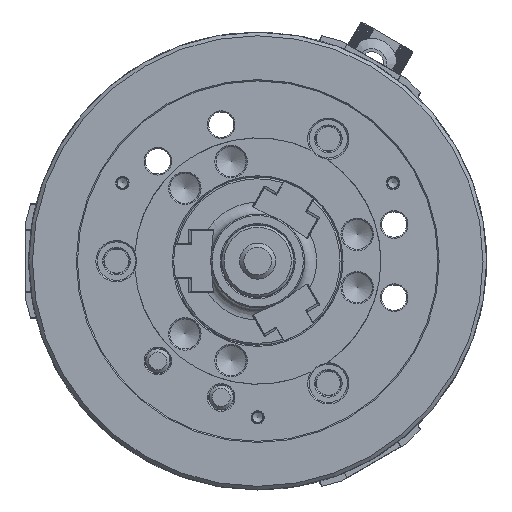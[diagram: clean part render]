
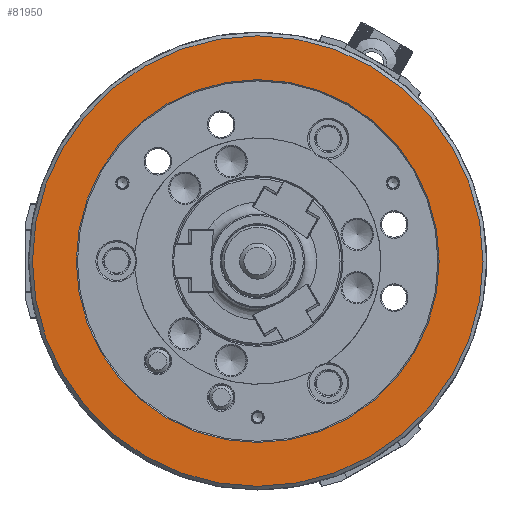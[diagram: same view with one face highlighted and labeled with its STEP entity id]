
A CAD part, left-side view. The second image highlights one B-rep face of the part: STEP entity #81950.
In plain terms, the highlighted planar face has unit normal (-1, 0, 0).
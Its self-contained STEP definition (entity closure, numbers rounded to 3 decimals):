
#1354=CIRCLE('',#85542,187.5);
#1355=CIRCLE('',#85544,151.);
#3035=ORIENTED_EDGE('',*,*,#20447,.F.);
#3036=ORIENTED_EDGE('',*,*,#20448,.T.);
#20447=EDGE_CURVE('',#29184,#29184,#1354,.T.);
#20448=EDGE_CURVE('',#29185,#29185,#1355,.T.);
#29184=VERTEX_POINT('',#107178);
#29185=VERTEX_POINT('',#107181);
#50079=EDGE_LOOP('',(#3035));
#50080=EDGE_LOOP('',(#3036));
#53568=FACE_BOUND('',#50079,.T.);
#53569=FACE_BOUND('',#50080,.T.);
#56807=PLANE('',#85543);
#81950=ADVANCED_FACE('',(#53568,#53569),#56807,.T.);
#85542=AXIS2_PLACEMENT_3D('',#107177,#90704,#90705);
#85543=AXIS2_PLACEMENT_3D('',#107179,#90706,#90707);
#85544=AXIS2_PLACEMENT_3D('',#107180,#90708,#90709);
#90704=DIRECTION('',(1.,0.,0.));
#90705=DIRECTION('',(0.,0.,-1.));
#90706=DIRECTION('',(-1.,0.,0.));
#90707=DIRECTION('',(0.,0.,1.));
#90708=DIRECTION('',(1.,0.,0.));
#90709=DIRECTION('',(0.,0.,-1.));
#107177=CARTESIAN_POINT('',(-114.,0.,0.));
#107178=CARTESIAN_POINT('',(-114.,0.,-187.5));
#107179=CARTESIAN_POINT('',(-114.,93.75,-162.38));
#107180=CARTESIAN_POINT('',(-114.,0.,0.));
#107181=CARTESIAN_POINT('',(-114.,0.,-151.));
